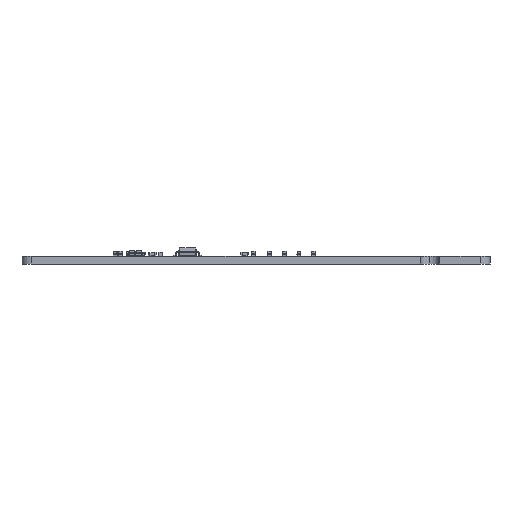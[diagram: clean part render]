
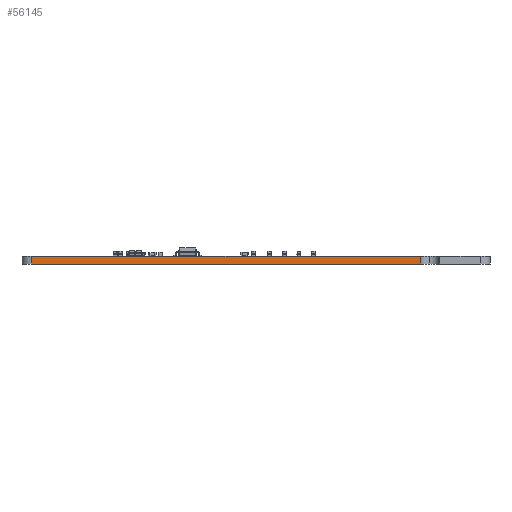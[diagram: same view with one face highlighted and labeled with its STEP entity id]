
A CAD part, left-side view. The second image highlights one B-rep face of the part: STEP entity #56145.
In plain terms, the highlighted planar face has unit normal (-1, 0, 0).
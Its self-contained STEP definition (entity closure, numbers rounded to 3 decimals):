
#46234 = PLANE('',#46235);
#46235 = AXIS2_PLACEMENT_3D('',#46236,#46237,#46238);
#46236 = CARTESIAN_POINT('',(120.65,-138.43,1.6));
#46237 = DIRECTION('',(0.,0.,-1.));
#46238 = DIRECTION('',(-1.,0.,0.));
#46266 = CYLINDRICAL_SURFACE('',#46267,2.032);
#46267 = AXIS2_PLACEMENT_3D('',#46268,#46269,#46270);
#46268 = CARTESIAN_POINT('',(120.65,-136.398,0.));
#46269 = DIRECTION('',(0.,0.,-1.));
#46270 = DIRECTION('',(1.,0.,0.));
#46293 = PLANE('',#46294);
#46294 = AXIS2_PLACEMENT_3D('',#46295,#46296,#46297);
#46295 = CARTESIAN_POINT('',(120.65,-138.43,0.));
#46296 = DIRECTION('',(0.,0.,-1.));
#46297 = DIRECTION('',(-1.,0.,0.));
#46390 = VERTEX_POINT('',#46391);
#46391 = CARTESIAN_POINT('',(120.65,-134.366,1.6));
#46417 = EDGE_CURVE('',#46418,#46390,#46420,.T.);
#46418 = VERTEX_POINT('',#46419);
#46419 = CARTESIAN_POINT('',(120.65,-134.366,0.));
#46420 = SURFACE_CURVE('',#46421,(#46425,#46432),.PCURVE_S1.);
#46421 = LINE('',#46422,#46423);
#46422 = CARTESIAN_POINT('',(120.65,-134.366,0.));
#46423 = VECTOR('',#46424,1.);
#46424 = DIRECTION('',(0.,0.,1.));
#46425 = PCURVE('',#46266,#46426);
#46426 = DEFINITIONAL_REPRESENTATION('',(#46427),#46431);
#46427 = LINE('',#46428,#46429);
#46428 = CARTESIAN_POINT('',(-1.571,0.));
#46429 = VECTOR('',#46430,1.);
#46430 = DIRECTION('',(0.,-1.));
#46431 = ( GEOMETRIC_REPRESENTATION_CONTEXT(2) 
PARAMETRIC_REPRESENTATION_CONTEXT() REPRESENTATION_CONTEXT('2D SPACE',''
  ) );
#46432 = PCURVE('',#46433,#46438);
#46433 = PLANE('',#46434);
#46434 = AXIS2_PLACEMENT_3D('',#46435,#46436,#46437);
#46435 = CARTESIAN_POINT('',(120.65,-134.366,0.));
#46436 = DIRECTION('',(-1.,0.,0.));
#46437 = DIRECTION('',(0.,1.,0.));
#46438 = DEFINITIONAL_REPRESENTATION('',(#46439),#46443);
#46439 = LINE('',#46440,#46441);
#46440 = CARTESIAN_POINT('',(0.,0.));
#46441 = VECTOR('',#46442,1.);
#46442 = DIRECTION('',(0.,-1.));
#46443 = ( GEOMETRIC_REPRESENTATION_CONTEXT(2) 
PARAMETRIC_REPRESENTATION_CONTEXT() REPRESENTATION_CONTEXT('2D SPACE',''
  ) );
#46502 = EDGE_CURVE('',#46418,#46503,#46505,.T.);
#46503 = VERTEX_POINT('',#46504);
#46504 = CARTESIAN_POINT('',(120.65,-52.07,0.));
#46505 = SURFACE_CURVE('',#46506,(#46510,#46517),.PCURVE_S1.);
#46506 = LINE('',#46507,#46508);
#46507 = CARTESIAN_POINT('',(120.65,-134.366,0.));
#46508 = VECTOR('',#46509,1.);
#46509 = DIRECTION('',(0.,1.,0.));
#46510 = PCURVE('',#46293,#46511);
#46511 = DEFINITIONAL_REPRESENTATION('',(#46512),#46516);
#46512 = LINE('',#46513,#46514);
#46513 = CARTESIAN_POINT('',(0.,4.064));
#46514 = VECTOR('',#46515,1.);
#46515 = DIRECTION('',(0.,1.));
#46516 = ( GEOMETRIC_REPRESENTATION_CONTEXT(2) 
PARAMETRIC_REPRESENTATION_CONTEXT() REPRESENTATION_CONTEXT('2D SPACE',''
  ) );
#46517 = PCURVE('',#46433,#46518);
#46518 = DEFINITIONAL_REPRESENTATION('',(#46519),#46523);
#46519 = LINE('',#46520,#46521);
#46520 = CARTESIAN_POINT('',(0.,0.));
#46521 = VECTOR('',#46522,1.);
#46522 = DIRECTION('',(1.,0.));
#46523 = ( GEOMETRIC_REPRESENTATION_CONTEXT(2) 
PARAMETRIC_REPRESENTATION_CONTEXT() REPRESENTATION_CONTEXT('2D SPACE',''
  ) );
#46546 = CYLINDRICAL_SURFACE('',#46547,2.032);
#46547 = AXIS2_PLACEMENT_3D('',#46548,#46549,#46550);
#46548 = CARTESIAN_POINT('',(122.682,-52.07,0.));
#46549 = DIRECTION('',(0.,0.,-1.));
#46550 = DIRECTION('',(1.,0.,0.));
#51696 = EDGE_CURVE('',#46390,#51697,#51699,.T.);
#51697 = VERTEX_POINT('',#51698);
#51698 = CARTESIAN_POINT('',(120.65,-52.07,1.6));
#51699 = SURFACE_CURVE('',#51700,(#51704,#51711),.PCURVE_S1.);
#51700 = LINE('',#51701,#51702);
#51701 = CARTESIAN_POINT('',(120.65,-134.366,1.6));
#51702 = VECTOR('',#51703,1.);
#51703 = DIRECTION('',(0.,1.,0.));
#51704 = PCURVE('',#46234,#51705);
#51705 = DEFINITIONAL_REPRESENTATION('',(#51706),#51710);
#51706 = LINE('',#51707,#51708);
#51707 = CARTESIAN_POINT('',(0.,4.064));
#51708 = VECTOR('',#51709,1.);
#51709 = DIRECTION('',(0.,1.));
#51710 = ( GEOMETRIC_REPRESENTATION_CONTEXT(2) 
PARAMETRIC_REPRESENTATION_CONTEXT() REPRESENTATION_CONTEXT('2D SPACE',''
  ) );
#51711 = PCURVE('',#46433,#51712);
#51712 = DEFINITIONAL_REPRESENTATION('',(#51713),#51717);
#51713 = LINE('',#51714,#51715);
#51714 = CARTESIAN_POINT('',(0.,-1.6));
#51715 = VECTOR('',#51716,1.);
#51716 = DIRECTION('',(1.,0.));
#51717 = ( GEOMETRIC_REPRESENTATION_CONTEXT(2) 
PARAMETRIC_REPRESENTATION_CONTEXT() REPRESENTATION_CONTEXT('2D SPACE',''
  ) );
#56145 = ADVANCED_FACE('',(#56146),#46433,.T.);
#56146 = FACE_BOUND('',#56147,.T.);
#56147 = EDGE_LOOP('',(#56148,#56149,#56150,#56171));
#56148 = ORIENTED_EDGE('',*,*,#46417,.T.);
#56149 = ORIENTED_EDGE('',*,*,#51696,.T.);
#56150 = ORIENTED_EDGE('',*,*,#56151,.F.);
#56151 = EDGE_CURVE('',#46503,#51697,#56152,.T.);
#56152 = SURFACE_CURVE('',#56153,(#56157,#56164),.PCURVE_S1.);
#56153 = LINE('',#56154,#56155);
#56154 = CARTESIAN_POINT('',(120.65,-52.07,0.));
#56155 = VECTOR('',#56156,1.);
#56156 = DIRECTION('',(0.,0.,1.));
#56157 = PCURVE('',#46433,#56158);
#56158 = DEFINITIONAL_REPRESENTATION('',(#56159),#56163);
#56159 = LINE('',#56160,#56161);
#56160 = CARTESIAN_POINT('',(82.296,0.));
#56161 = VECTOR('',#56162,1.);
#56162 = DIRECTION('',(0.,-1.));
#56163 = ( GEOMETRIC_REPRESENTATION_CONTEXT(2) 
PARAMETRIC_REPRESENTATION_CONTEXT() REPRESENTATION_CONTEXT('2D SPACE',''
  ) );
#56164 = PCURVE('',#46546,#56165);
#56165 = DEFINITIONAL_REPRESENTATION('',(#56166),#56170);
#56166 = LINE('',#56167,#56168);
#56167 = CARTESIAN_POINT('',(-3.142,0.));
#56168 = VECTOR('',#56169,1.);
#56169 = DIRECTION('',(0.,-1.));
#56170 = ( GEOMETRIC_REPRESENTATION_CONTEXT(2) 
PARAMETRIC_REPRESENTATION_CONTEXT() REPRESENTATION_CONTEXT('2D SPACE',''
  ) );
#56171 = ORIENTED_EDGE('',*,*,#46502,.F.);
